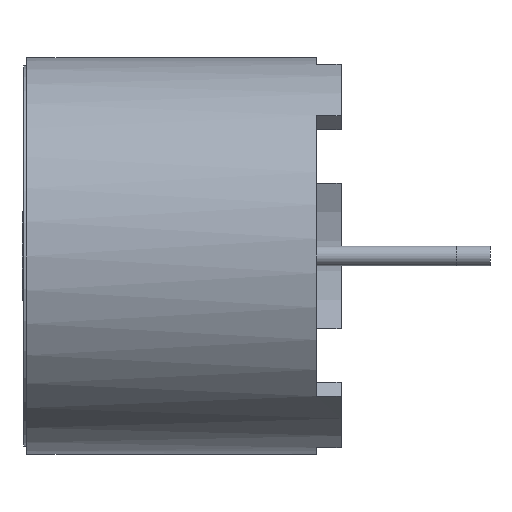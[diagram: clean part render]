
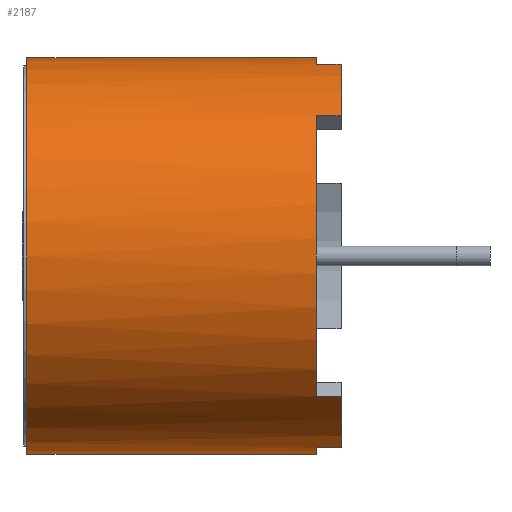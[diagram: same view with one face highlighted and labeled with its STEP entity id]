
A CAD part, left-side view. The second image highlights one B-rep face of the part: STEP entity #2187.
In plain terms, the highlighted cylindrical face has radius 6 mm (diameter 12 mm), a partial arc.
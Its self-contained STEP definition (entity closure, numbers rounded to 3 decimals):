
#173 = EDGE_CURVE ( 'NONE', #6555, #9039, #11506, .T. ) ;
#432 = LINE ( 'NONE', #10711, #8999 ) ;
#1427 = CARTESIAN_POINT ( 'NONE',  ( -4.243, 9.5, -4.243 ) ) ;
#1782 = VERTEX_POINT ( 'NONE', #10389 ) ;
#2187 = ADVANCED_FACE ( 'NONE', ( #3647 ), #5293, .T. ) ;
#2286 = EDGE_CURVE ( 'NONE', #18092, #1782, #14678, .T. ) ;
#2974 = CARTESIAN_POINT ( 'NONE',  ( -4.243, 9.5, 4.243 ) ) ;
#3102 = DIRECTION ( 'NONE',  ( 0., 1., 0. ) ) ;
#3229 = VERTEX_POINT ( 'NONE', #13631 ) ;
#3490 = CARTESIAN_POINT ( 'NONE',  ( -4.243, 0.75, 4.243 ) ) ;
#3507 = ORIENTED_EDGE ( 'NONE', *, *, #2286, .T. ) ;
#3578 = CARTESIAN_POINT ( 'NONE',  ( -1.553, 0.75, -5.796 ) ) ;
#3641 = CARTESIAN_POINT ( 'NONE',  ( 0., 9.5, 0. ) ) ;
#3647 = FACE_OUTER_BOUND ( 'NONE', #17120, .T. ) ;
#3722 = VERTEX_POINT ( 'NONE', #3578 ) ;
#3755 = EDGE_CURVE ( 'NONE', #9039, #6433, #11888, .T. ) ;
#3766 = DIRECTION ( 'NONE',  ( 0., -1., 0. ) ) ;
#4077 = AXIS2_PLACEMENT_3D ( 'NONE', #18178, #18273, #9397 ) ;
#4312 = LINE ( 'NONE', #1427, #15649 ) ;
#4412 = DIRECTION ( 'NONE',  ( 0., 1., 0. ) ) ;
#4483 = DIRECTION ( 'NONE',  ( 0., 1., 0. ) ) ;
#4501 = DIRECTION ( 'NONE',  ( 0., -1., 0. ) ) ;
#4515 = CARTESIAN_POINT ( 'NONE',  ( 0., 0., 0. ) ) ;
#5199 = EDGE_CURVE ( 'NONE', #9351, #7301, #16219, .T. ) ;
#5293 = CYLINDRICAL_SURFACE ( 'NONE', #9971, 6. ) ;
#5346 = CARTESIAN_POINT ( 'NONE',  ( 0., 0.75, 6. ) ) ;
#5551 = CARTESIAN_POINT ( 'NONE',  ( -1.553, 0., -5.796 ) ) ;
#5699 = ORIENTED_EDGE ( 'NONE', *, *, #15990, .T. ) ;
#5808 = EDGE_CURVE ( 'NONE', #3722, #17360, #432, .T. ) ;
#5972 = CARTESIAN_POINT ( 'NONE',  ( -4.243, 0.75, -4.243 ) ) ;
#6038 = CIRCLE ( 'NONE', #17463, 6. ) ;
#6066 = CIRCLE ( 'NONE', #14733, 6. ) ;
#6433 = VERTEX_POINT ( 'NONE', #10329 ) ;
#6437 = ORIENTED_EDGE ( 'NONE', *, *, #7217, .T. ) ;
#6555 = VERTEX_POINT ( 'NONE', #6721 ) ;
#6721 = CARTESIAN_POINT ( 'NONE',  ( 0., 9.5, 6. ) ) ;
#6746 = CIRCLE ( 'NONE', #11400, 6. ) ;
#6858 = DIRECTION ( 'NONE',  ( 0., 1., 0. ) ) ;
#7172 = DIRECTION ( 'NONE',  ( 0., 0., -1. ) ) ;
#7217 = EDGE_CURVE ( 'NONE', #18125, #9351, #9989, .T. ) ;
#7289 = EDGE_CURVE ( 'NONE', #7964, #6433, #12579, .T. ) ;
#7301 = VERTEX_POINT ( 'NONE', #11521 ) ;
#7440 = DIRECTION ( 'NONE',  ( 0., -1., 0. ) ) ;
#7954 = ORIENTED_EDGE ( 'NONE', *, *, #10991, .T. ) ;
#7964 = VERTEX_POINT ( 'NONE', #16531 ) ;
#7968 = VECTOR ( 'NONE', #14300, 1000. ) ;
#8125 = DIRECTION ( 'NONE',  ( 0., -1., 0. ) ) ;
#8868 = DIRECTION ( 'NONE',  ( 0., 0., -1. ) ) ;
#8999 = VECTOR ( 'NONE', #13889, 1000. ) ;
#9039 = VERTEX_POINT ( 'NONE', #5346 ) ;
#9351 = VERTEX_POINT ( 'NONE', #3490 ) ;
#9376 = ORIENTED_EDGE ( 'NONE', *, *, #173, .F. ) ;
#9397 = DIRECTION ( 'NONE',  ( 0., 0., -1. ) ) ;
#9836 = EDGE_CURVE ( 'NONE', #7301, #7964, #6066, .T. ) ;
#9860 = CARTESIAN_POINT ( 'NONE',  ( 0., 9.5, 6. ) ) ;
#9971 = AXIS2_PLACEMENT_3D ( 'NONE', #18640, #8125, #12477 ) ;
#9989 = CIRCLE ( 'NONE', #4077, 6. ) ;
#10125 = CIRCLE ( 'NONE', #11352, 6. ) ;
#10329 = CARTESIAN_POINT ( 'NONE',  ( -1.553, 0.75, 5.796 ) ) ;
#10389 = CARTESIAN_POINT ( 'NONE',  ( 0., 0.75, -6. ) ) ;
#10431 = CARTESIAN_POINT ( 'NONE',  ( 0., 0., 0. ) ) ;
#10711 = CARTESIAN_POINT ( 'NONE',  ( -1.553, 9.5, -5.796 ) ) ;
#10977 = EDGE_CURVE ( 'NONE', #6555, #18092, #6038, .T. ) ;
#10991 = EDGE_CURVE ( 'NONE', #17360, #3229, #10125, .T. ) ;
#11352 = AXIS2_PLACEMENT_3D ( 'NONE', #10431, #4483, #8868 ) ;
#11370 = ORIENTED_EDGE ( 'NONE', *, *, #5199, .T. ) ;
#11400 = AXIS2_PLACEMENT_3D ( 'NONE', #11646, #3102, #7172 ) ;
#11506 = LINE ( 'NONE', #9860, #7968 ) ;
#11521 = CARTESIAN_POINT ( 'NONE',  ( -4.243, 0., 4.243 ) ) ;
#11646 = CARTESIAN_POINT ( 'NONE',  ( 0., 0.75, 0. ) ) ;
#11888 = CIRCLE ( 'NONE', #18031, 6. ) ;
#12477 = DIRECTION ( 'NONE',  ( 0., 0., -1. ) ) ;
#12562 = DIRECTION ( 'NONE',  ( 0., -1., 0. ) ) ;
#12579 = LINE ( 'NONE', #15840, #14612 ) ;
#12695 = VECTOR ( 'NONE', #7440, 1000. ) ;
#12943 = ORIENTED_EDGE ( 'NONE', *, *, #14569, .T. ) ;
#13055 = VECTOR ( 'NONE', #4501, 1000. ) ;
#13631 = CARTESIAN_POINT ( 'NONE',  ( -4.243, 0., -4.243 ) ) ;
#13889 = DIRECTION ( 'NONE',  ( 0., -1., 0. ) ) ;
#14154 = DIRECTION ( 'NONE',  ( 0., 0., -1. ) ) ;
#14300 = DIRECTION ( 'NONE',  ( 0., -1., 0. ) ) ;
#14569 = EDGE_CURVE ( 'NONE', #1782, #3722, #6746, .T. ) ;
#14589 = ORIENTED_EDGE ( 'NONE', *, *, #7289, .T. ) ;
#14612 = VECTOR ( 'NONE', #6858, 1000. ) ;
#14678 = LINE ( 'NONE', #18836, #13055 ) ;
#14733 = AXIS2_PLACEMENT_3D ( 'NONE', #4515, #4412, #16420 ) ;
#15142 = ORIENTED_EDGE ( 'NONE', *, *, #5808, .T. ) ;
#15257 = ORIENTED_EDGE ( 'NONE', *, *, #9836, .T. ) ;
#15493 = CARTESIAN_POINT ( 'NONE',  ( 0., 0.75, 0. ) ) ;
#15649 = VECTOR ( 'NONE', #15928, 1000. ) ;
#15840 = CARTESIAN_POINT ( 'NONE',  ( -1.553, 9.5, 5.796 ) ) ;
#15928 = DIRECTION ( 'NONE',  ( 0., 1., 0. ) ) ;
#15990 = EDGE_CURVE ( 'NONE', #3229, #18125, #4312, .T. ) ;
#16022 = ORIENTED_EDGE ( 'NONE', *, *, #3755, .F. ) ;
#16219 = LINE ( 'NONE', #2974, #12695 ) ;
#16420 = DIRECTION ( 'NONE',  ( 0., 0., -1. ) ) ;
#16531 = CARTESIAN_POINT ( 'NONE',  ( -1.553, 0., 5.796 ) ) ;
#17120 = EDGE_LOOP ( 'NONE', ( #9376, #18680, #3507, #12943, #15142, #7954, #5699, #6437, #11370, #15257, #14589, #16022 ) ) ;
#17360 = VERTEX_POINT ( 'NONE', #5551 ) ;
#17463 = AXIS2_PLACEMENT_3D ( 'NONE', #3641, #12562, #18446 ) ;
#18031 = AXIS2_PLACEMENT_3D ( 'NONE', #15493, #3766, #14154 ) ;
#18092 = VERTEX_POINT ( 'NONE', #18642 ) ;
#18125 = VERTEX_POINT ( 'NONE', #5972 ) ;
#18178 = CARTESIAN_POINT ( 'NONE',  ( 0., 0.75, 0. ) ) ;
#18273 = DIRECTION ( 'NONE',  ( 0., 1., 0. ) ) ;
#18446 = DIRECTION ( 'NONE',  ( 0., 0., -1. ) ) ;
#18640 = CARTESIAN_POINT ( 'NONE',  ( 0., 9.5, 0. ) ) ;
#18642 = CARTESIAN_POINT ( 'NONE',  ( 0., 9.5, -6. ) ) ;
#18680 = ORIENTED_EDGE ( 'NONE', *, *, #10977, .T. ) ;
#18836 = CARTESIAN_POINT ( 'NONE',  ( 0., 9.5, -6. ) ) ;
